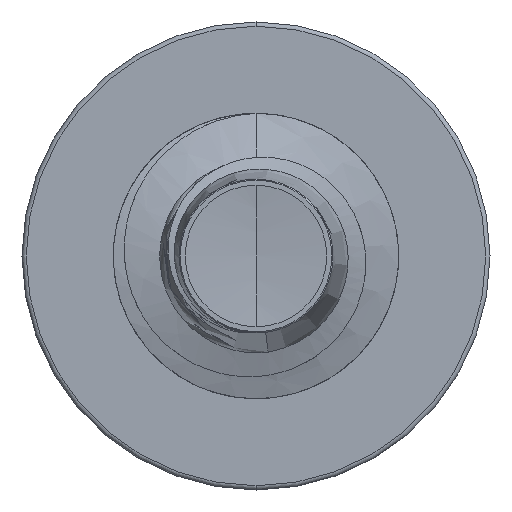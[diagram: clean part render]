
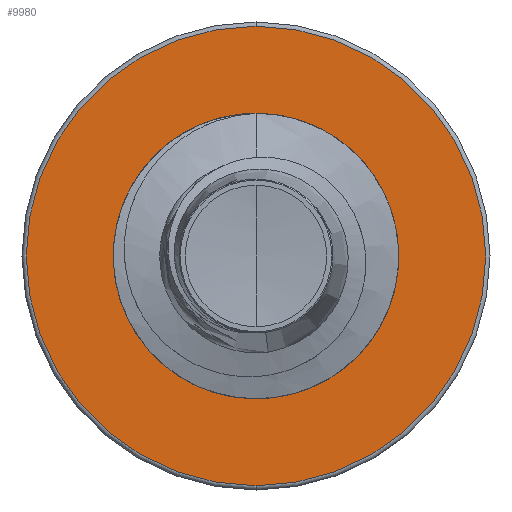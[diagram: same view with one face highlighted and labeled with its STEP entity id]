
A CAD part, front view. The second image highlights one B-rep face of the part: STEP entity #9980.
In plain terms, the highlighted planar face has unit normal (0, -1, 0).
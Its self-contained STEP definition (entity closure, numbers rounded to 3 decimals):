
#760 = CIRCLE ( 'NONE', #6124, 4.025 ) ;
#1093 = CARTESIAN_POINT ( 'NONE',  ( 0., 20., 0. ) ) ;
#1098 = DIRECTION ( 'NONE',  ( 0., 1., 0. ) ) ;
#1132 = DIRECTION ( 'NONE',  ( 0., 0., 1. ) ) ;
#1219 = ORIENTED_EDGE ( 'NONE', *, *, #3795, .T. ) ;
#1512 = AXIS2_PLACEMENT_3D ( 'NONE', #1884, #1857, #1843 ) ;
#1843 = DIRECTION ( 'NONE',  ( 0., 0., 1. ) ) ;
#1857 = DIRECTION ( 'NONE',  ( 0., 1., 0. ) ) ;
#1884 = CARTESIAN_POINT ( 'NONE',  ( 0., 20., 0. ) ) ;
#2036 = VERTEX_POINT ( 'NONE', #6439 ) ;
#2509 = ORIENTED_EDGE ( 'NONE', *, *, #13302, .T. ) ;
#2597 = FACE_BOUND ( 'NONE', #17154, .T. ) ;
#3229 = EDGE_CURVE ( 'NONE', #2036, #12469, #3737, .T. ) ;
#3737 = CIRCLE ( 'NONE', #1512, 4.025 ) ;
#3795 = EDGE_CURVE ( 'NONE', #24591, #22431, #19822, .T. ) ;
#4180 = CARTESIAN_POINT ( 'NONE',  ( 0., 20., -2.415 ) ) ;
#4593 = AXIS2_PLACEMENT_3D ( 'NONE', #1093, #1098, #1132 ) ;
#5176 = FACE_OUTER_BOUND ( 'NONE', #6806, .T. ) ;
#6124 = AXIS2_PLACEMENT_3D ( 'NONE', #7764, #21144, #9895 ) ;
#6439 = CARTESIAN_POINT ( 'NONE',  ( 0., 20., 4.025 ) ) ;
#6806 = EDGE_LOOP ( 'NONE', ( #12369, #17567 ) ) ;
#7355 = DIRECTION ( 'NONE',  ( 0., 1., 0. ) ) ;
#7764 = CARTESIAN_POINT ( 'NONE',  ( 0., 20., 0. ) ) ;
#9618 = CARTESIAN_POINT ( 'NONE',  ( 0., 20., 2.415 ) ) ;
#9895 = DIRECTION ( 'NONE',  ( 0., 0., 1. ) ) ;
#9980 = ADVANCED_FACE ( 'NONE', ( #5176, #2597 ), #20267, .F. ) ;
#10813 = DIRECTION ( 'NONE',  ( 0., 0., 1. ) ) ;
#12369 = ORIENTED_EDGE ( 'NONE', *, *, #3229, .F. ) ;
#12469 = VERTEX_POINT ( 'NONE', #12769 ) ;
#12763 = CIRCLE ( 'NONE', #16906, 2.415 ) ;
#12769 = CARTESIAN_POINT ( 'NONE',  ( 0., 20., -4.025 ) ) ;
#13302 = EDGE_CURVE ( 'NONE', #22431, #24591, #12763, .T. ) ;
#16906 = AXIS2_PLACEMENT_3D ( 'NONE', #19210, #7355, #20847 ) ;
#17154 = EDGE_LOOP ( 'NONE', ( #2509, #1219 ) ) ;
#17567 = ORIENTED_EDGE ( 'NONE', *, *, #23666, .F. ) ;
#18585 = AXIS2_PLACEMENT_3D ( 'NONE', #4180, #21841, #10813 ) ;
#19210 = CARTESIAN_POINT ( 'NONE',  ( 0., 20., 0. ) ) ;
#19822 = CIRCLE ( 'NONE', #4593, 2.415 ) ;
#20267 = PLANE ( 'NONE',  #18585 ) ;
#20847 = DIRECTION ( 'NONE',  ( 0., 0., 1. ) ) ;
#21144 = DIRECTION ( 'NONE',  ( 0., 1., 0. ) ) ;
#21841 = DIRECTION ( 'NONE',  ( 0., 1., 0. ) ) ;
#22071 = CARTESIAN_POINT ( 'NONE',  ( 0., 20., -2.415 ) ) ;
#22431 = VERTEX_POINT ( 'NONE', #9618 ) ;
#23666 = EDGE_CURVE ( 'NONE', #12469, #2036, #760, .T. ) ;
#24591 = VERTEX_POINT ( 'NONE', #22071 ) ;
